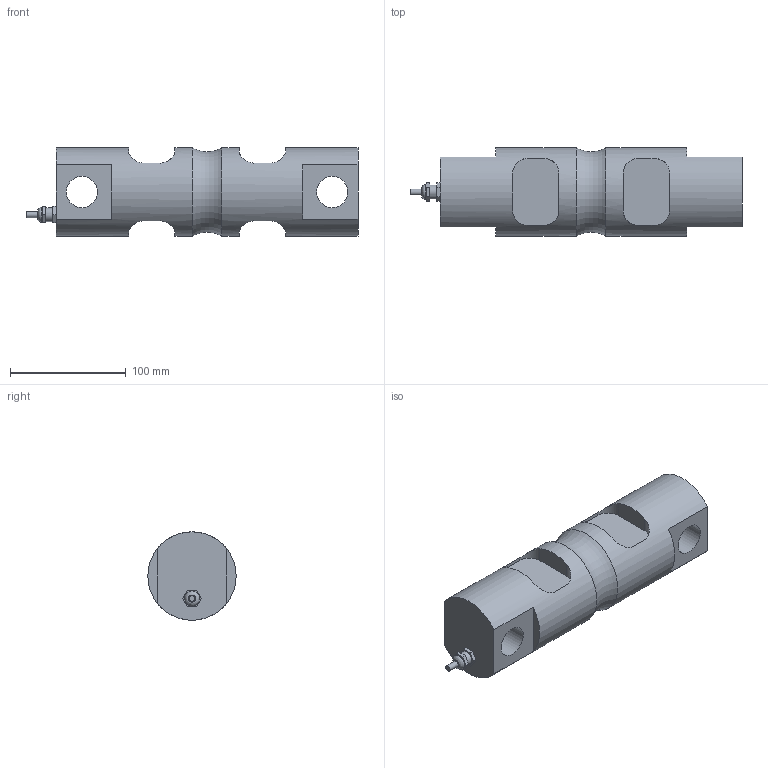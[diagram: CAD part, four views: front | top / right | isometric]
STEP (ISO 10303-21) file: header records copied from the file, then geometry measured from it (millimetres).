
FILE_DESCRIPTION(/* description */ (''),/* implementation_level */ '2;1');
FILE_NAME(/* name */ '102DH-(30-75)klb v2.step',/* time_stamp */ '2020-01-24T13:23:35-08:00',/* author */ (''),/* organization */ (''),/* preprocessor_version */ 'ST-DEVELOPER v18',/* originating_system */ 'Autodesk Translation Framework v8.12.0.6',/* authorisation */ '');
FILE_SCHEMA (('AUTOMOTIVE_DESIGN { 1 0 10303 214 3 1 1 }'));
Length unit declared in the file: inch
Products named in the file (2): 102DH-(30-75)klb; Connector
Assembly tree (1 placements, depth 2):
  102DH-(30-75)klb
    Connector
Bounding box: 286.38 x 76.2 x 76.2 mm (x, y, z)
Volume: 950221.7 mm3; surface area: 85617.9 mm2
Topology: 2 solids, 2 shells, 77 faces, 196 edges, 130 vertices
Faces by surface type: plane 49, cylinder 25, bspline 1, cone 1, torus 1
Full cylindrical faces by diameter (mm): 5.1 x1, 10 x1, 12 x2, 13 x1, 26.924 x2, 76.2 x2
Entity records: 2558 total; most frequent: CARTESIAN_POINT 607, DIRECTION 396, ORIENTED_EDGE 390, EDGE_CURVE 195, AXIS2_PLACEMENT_3D 138, VERTEX_POINT 130, LINE 120, VECTOR 120
